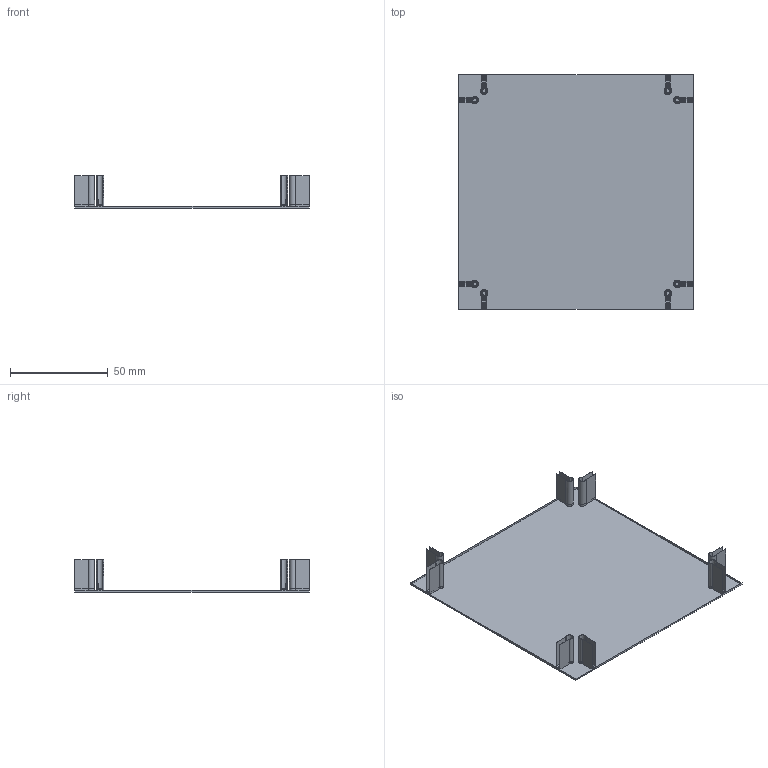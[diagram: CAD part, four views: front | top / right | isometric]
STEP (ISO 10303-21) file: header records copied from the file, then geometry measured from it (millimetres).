
FILE_DESCRIPTION(('FreeCAD Model'),'2;1');
FILE_NAME('Open CASCADE Shape Model','2025-10-20T18:38:09',('FreeCAD'),( 'FreeCAD'),'Open CASCADE STEP processor 7.7','FreeCAD','Unknown');
FILE_SCHEMA(('AUTOMOTIVE_DESIGN { 1 0 10303 214 1 1 1 1 }'));
Length unit declared in the file: millimetre
Products named in the file (1): Open CASCADE STEP translator 7.7 14
Bounding box: 120.01 x 120.01 x 16.5 mm (x, y, z)
Volume: 15113.5 mm3; surface area: 34907.7 mm2
Topology: 1 solids, 1 shells, 323 faces, 734 edges, 403 vertices
Faces by surface type: plane 211, cylinder 64, torus 24, cone 24
Entity records: 8110 total; most frequent: DIRECTION 1482, ORIENTED_EDGE 1388, CARTESIAN_POINT 1349, EDGE_CURVE 680, AXIS2_PLACEMENT_3D 509, LINE 464, VECTOR 464, VERTEX_POINT 376
